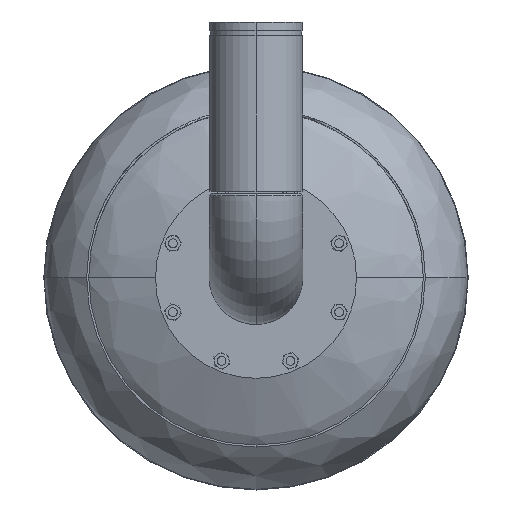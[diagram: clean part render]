
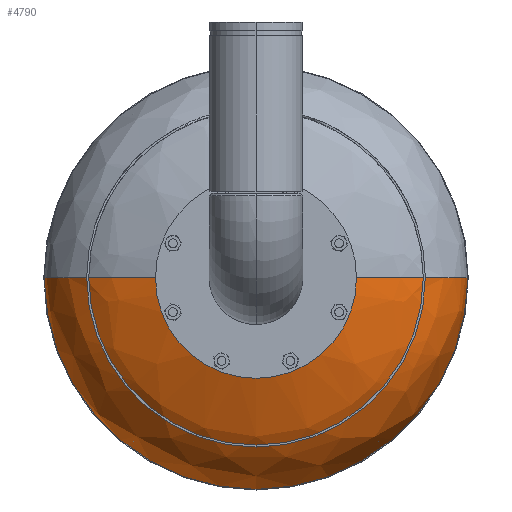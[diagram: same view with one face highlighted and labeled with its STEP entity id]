
A CAD part, front view. The second image highlights one B-rep face of the part: STEP entity #4790.
In plain terms, the highlighted free-form (B-spline) face has degree [3, 3] with [4, 4] control points.
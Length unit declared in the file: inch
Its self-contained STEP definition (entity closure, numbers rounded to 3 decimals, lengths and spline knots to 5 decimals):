
#4 = CARTESIAN_POINT ( 'NONE',  ( -7.125, 7.20579, 0. ) ) ;
#1177 = CARTESIAN_POINT ( 'NONE',  ( -15., 3.37479, 0. ) ) ;
#1604 = CARTESIAN_POINT ( 'NONE',  ( 7.125, 7.20579, 0. ) ) ;
#1689 = CARTESIAN_POINT ( 'NONE',  ( -7.125, 7.20579, 0. ) ) ;
#3353 = CIRCLE ( 'NONE', #11039, 7.125 ) ;
#3623 = EDGE_LOOP ( 'NONE', ( #51773, #9836, #25279, #32680, #51011 ) ) ;
#4087 = VERTEX_POINT ( 'NONE', #1604 ) ;
#4126 = EDGE_CURVE ( 'NONE', #38940, #4087, #54596, .T. ) ;
#4790 = ADVANCED_FACE ( 'NONE', ( #55667 ), #28373, .F. ) ;
#4814 = CARTESIAN_POINT ( 'NONE',  ( -12.10218, 5.84145, 0. ) ) ;
#5400 = CARTESIAN_POINT ( 'NONE',  ( 15., 0.5025, 0. ) ) ;
#5988 = CARTESIAN_POINT ( 'NONE',  ( 15., 3.37479, -30. ) ) ;
#6483 = AXIS2_PLACEMENT_3D ( 'NONE', #51902, #32944, #10647 ) ;
#9273 = AXIS2_PLACEMENT_3D ( 'NONE', #25844, #57761, #16529 ) ;
#9836 = ORIENTED_EDGE ( 'NONE', *, *, #35925, .T. ) ;
#9922 = CARTESIAN_POINT ( 'NONE',  ( 15., 3.37479, 0. ) ) ;
#10210 = CARTESIAN_POINT ( 'NONE',  ( 7.125, 7.20579, 0. ) ) ;
#10302 = DIRECTION ( 'NONE',  ( 1., 0., 0. ) ) ;
#10647 = DIRECTION ( 'NONE',  ( 1., 0., 0. ) ) ;
#11039 = AXIS2_PLACEMENT_3D ( 'NONE', #37402, #33170, #10302 ) ;
#11280 = EDGE_CURVE ( 'NONE', #52437, #48336, #19936, .T. ) ;
#14594 = CARTESIAN_POINT ( 'NONE',  ( 7.125, 7.20579, 0. ) ) ;
#15246 = CARTESIAN_POINT ( 'NONE',  ( -12.10218, 5.84145, 0. ) ) ;
#15959 = CIRCLE ( 'NONE', #9273, 15. ) ;
#16529 = DIRECTION ( 'NONE',  ( 1., 0., 0. ) ) ;
#19547 = CARTESIAN_POINT ( 'NONE',  ( -7.125, 7.20579, -14.25 ) ) ;
#19936 =( BOUNDED_CURVE ( )  B_SPLINE_CURVE ( 3, ( #1689, #15246, #24286, #42648 ),
 .UNSPECIFIED., .F., .T. ) 
 B_SPLINE_CURVE_WITH_KNOTS ( ( 4, 4 ),
 ( 2.06576, 3.14159 ),
 .UNSPECIFIED. ) 
 CURVE ( )  GEOMETRIC_REPRESENTATION_ITEM ( )  RATIONAL_B_SPLINE_CURVE ( ( 1., 0.906, 0.906, 1. ) ) 
 REPRESENTATION_ITEM ( '' )  );
#23181 = CARTESIAN_POINT ( 'NONE',  ( -12.10218, 5.84145, -24.20435 ) ) ;
#23626 = CARTESIAN_POINT ( 'NONE',  ( 15., 3.37479, 0. ) ) ;
#24055 = CARTESIAN_POINT ( 'NONE',  ( 12.10218, 5.84145, 0. ) ) ;
#24286 = CARTESIAN_POINT ( 'NONE',  ( -15., 3.37479, 0. ) ) ;
#24488 =( BOUNDED_CURVE ( )  B_SPLINE_CURVE ( 3, ( #14594, #36581, #23626, #27255 ),
 .UNSPECIFIED., .F., .T. ) 
 B_SPLINE_CURVE_WITH_KNOTS ( ( 4, 4 ),
 ( 2.06576, 3.14159 ),
 .UNSPECIFIED. ) 
 CURVE ( )  GEOMETRIC_REPRESENTATION_ITEM ( )  RATIONAL_B_SPLINE_CURVE ( ( 1., 0.906, 0.906, 1. ) ) 
 REPRESENTATION_ITEM ( '' )  );
#25279 = ORIENTED_EDGE ( 'NONE', *, *, #4126, .T. ) ;
#25844 = CARTESIAN_POINT ( 'NONE',  ( 0., 0.5025, 0. ) ) ;
#27255 = CARTESIAN_POINT ( 'NONE',  ( 15., 0.5025, 0. ) ) ;
#27642 = CARTESIAN_POINT ( 'NONE',  ( 15., 0.5025, 0. ) ) ;
#28274 = CARTESIAN_POINT ( 'NONE',  ( -15., 0.5025, 0. ) ) ;
#28373 =( BOUNDED_SURFACE ( )  B_SPLINE_SURFACE ( 3, 3, ( 
 ( #4, #19547, #55074, #10210 ),
 ( #4814, #23181, #28570, #24055 ),
 ( #1177, #46936, #5988, #9922 ),
 ( #28274, #42422, #56246, #5400 ) ),
 .UNSPECIFIED., .F., .F., .T. ) 
 B_SPLINE_SURFACE_WITH_KNOTS ( ( 4, 4 ),
 ( 4, 4 ),
 ( 0., 1. ),
 ( 0., 1. ),
 .UNSPECIFIED. ) 
 GEOMETRIC_REPRESENTATION_ITEM ( )  RATIONAL_B_SPLINE_SURFACE ( (
 ( 1., 0.333, 0.333, 1.),
 ( 0.906, 0.302, 0.302, 0.906),
 ( 0.906, 0.302, 0.302, 0.906),
 ( 1., 0.333, 0.333, 1.) ) ) 
 REPRESENTATION_ITEM ( '' )  SURFACE ( )  );
#28570 = CARTESIAN_POINT ( 'NONE',  ( 12.10218, 5.84145, -24.20435 ) ) ;
#32680 = ORIENTED_EDGE ( 'NONE', *, *, #35236, .T. ) ;
#32944 = DIRECTION ( 'NONE',  ( 0., -1., 0. ) ) ;
#33170 = DIRECTION ( 'NONE',  ( 0., -1., 0. ) ) ;
#34367 = CARTESIAN_POINT ( 'NONE',  ( 0., 7.20579, -7.125 ) ) ;
#35236 = EDGE_CURVE ( 'NONE', #4087, #37406, #24488, .T. ) ;
#35925 = EDGE_CURVE ( 'NONE', #52437, #38940, #3353, .T. ) ;
#36184 = CARTESIAN_POINT ( 'NONE',  ( -15., 0.5025, 0. ) ) ;
#36581 = CARTESIAN_POINT ( 'NONE',  ( 12.10218, 5.84145, 0. ) ) ;
#37402 = CARTESIAN_POINT ( 'NONE',  ( 0., 7.20579, 0. ) ) ;
#37406 = VERTEX_POINT ( 'NONE', #27642 ) ;
#38940 = VERTEX_POINT ( 'NONE', #34367 ) ;
#42422 = CARTESIAN_POINT ( 'NONE',  ( -15., 0.5025, -30. ) ) ;
#42648 = CARTESIAN_POINT ( 'NONE',  ( -15., 0.5025, 0. ) ) ;
#43721 = EDGE_CURVE ( 'NONE', #48336, #37406, #15959, .T. ) ;
#44095 = CARTESIAN_POINT ( 'NONE',  ( -7.125, 7.20579, 0. ) ) ;
#46936 = CARTESIAN_POINT ( 'NONE',  ( -15., 3.37479, -30. ) ) ;
#48336 = VERTEX_POINT ( 'NONE', #36184 ) ;
#51011 = ORIENTED_EDGE ( 'NONE', *, *, #43721, .F. ) ;
#51773 = ORIENTED_EDGE ( 'NONE', *, *, #11280, .F. ) ;
#51902 = CARTESIAN_POINT ( 'NONE',  ( 0., 7.20579, 0. ) ) ;
#52437 = VERTEX_POINT ( 'NONE', #44095 ) ;
#54596 = CIRCLE ( 'NONE', #6483, 7.125 ) ;
#55074 = CARTESIAN_POINT ( 'NONE',  ( 7.125, 7.20579, -14.25 ) ) ;
#55667 = FACE_OUTER_BOUND ( 'NONE', #3623, .T. ) ;
#56246 = CARTESIAN_POINT ( 'NONE',  ( 15., 0.5025, -30. ) ) ;
#57761 = DIRECTION ( 'NONE',  ( 0., -1., 0. ) ) ;
